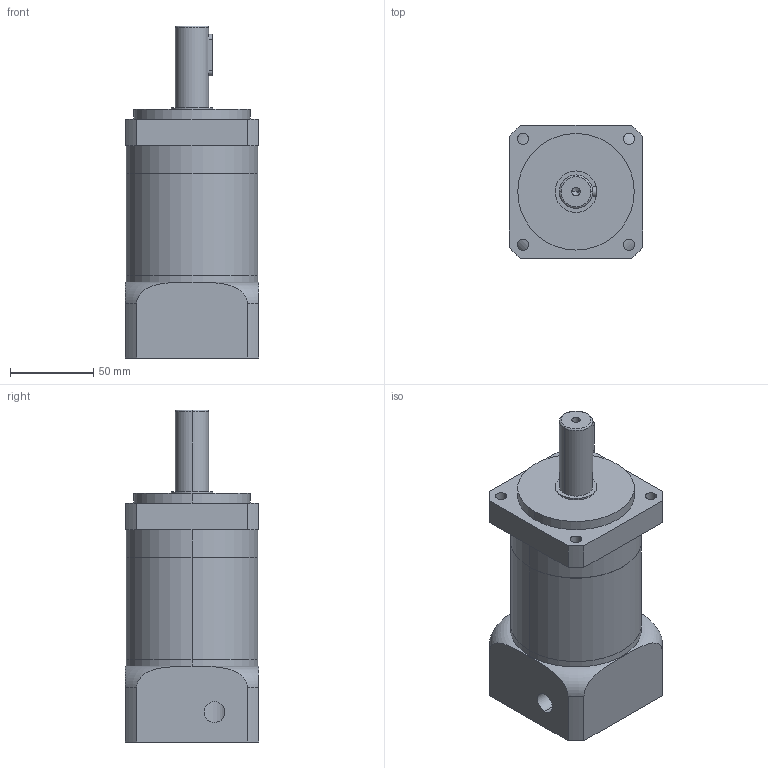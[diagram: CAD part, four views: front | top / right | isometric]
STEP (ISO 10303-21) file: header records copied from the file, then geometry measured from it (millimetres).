
FILE_DESCRIPTION (( 'STEP AP214' ), '1' );
FILE_NAME ('DH080-L2-XX-19-70-90-M6_2019.STEP', '2019-05-06T08:33:26', ( 'Y' ), ( 'NCU' ), 'SwSTEP 2.0', 'SolidWorks 2016', '' );
FILE_SCHEMA (( 'AUTOMOTIVE_DESIGN' ));
Length unit declared in the file: millimetre
Products named in the file (1): DH080-L2-XX-19-70-90-M6_2019
Bounding box: 80 x 80 x 199.5 mm (x, y, z)
Volume: 740247.1 mm3; surface area: 89261.8 mm2
Topology: 2 solids, 6 shells, 176 faces, 418 edges, 266 vertices
Faces by surface type: cylinder 82, plane 72, cone 18, torus 4
Entity records: 6142 total; most frequent: CARTESIAN_POINT 1343, DIRECTION 927, ORIENTED_EDGE 816, EDGE_CURVE 408, AXIS2_PLACEMENT_3D 356, VERTEX_POINT 266, VECTOR 215, LINE 215
